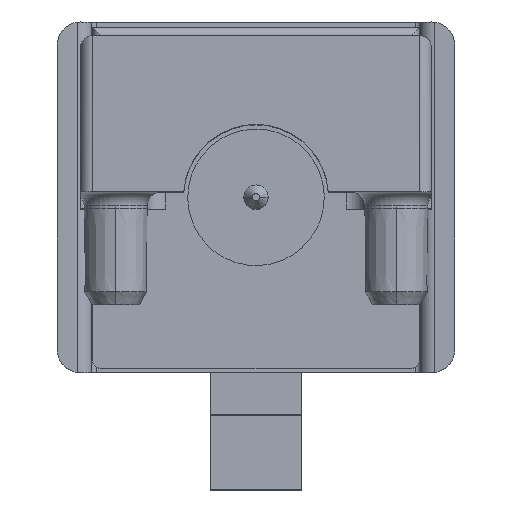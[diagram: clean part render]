
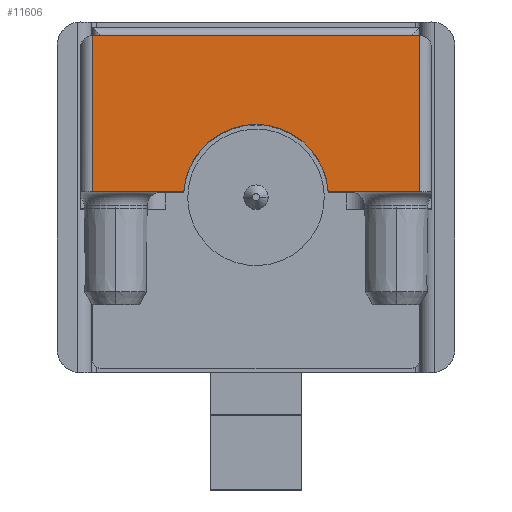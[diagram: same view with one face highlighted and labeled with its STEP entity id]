
A CAD part, top view. The second image highlights one B-rep face of the part: STEP entity #11606.
In plain terms, the highlighted planar face has unit normal (0, 0, 1).
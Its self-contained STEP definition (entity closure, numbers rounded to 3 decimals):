
#16=DIRECTION('',(0.,-1.,0.));
#17=VECTOR('',#16,3.34);
#18=CARTESIAN_POINT('',(-3.5,3.45,15.05));
#19=LINE('',#18,#17);
#20=DIRECTION('',(-1.,0.,0.));
#21=VECTOR('',#20,7.);
#22=CARTESIAN_POINT('',(3.5,3.45,15.05));
#23=LINE('',#22,#21);
#24=DIRECTION('',(0.,1.,0.));
#25=VECTOR('',#24,3.34);
#26=CARTESIAN_POINT('',(3.5,0.11,15.05));
#27=LINE('',#26,#25);
#28=DIRECTION('',(1.,0.,0.));
#29=VECTOR('',#28,1.954);
#30=CARTESIAN_POINT('',(1.546,0.11,15.05));
#31=LINE('',#30,#29);
#32=DIRECTION('',(1.,0.,0.));
#33=VECTOR('',#32,1.954);
#34=CARTESIAN_POINT('',(-3.5,0.11,15.05));
#35=LINE('',#34,#33);
#93=CARTESIAN_POINT('',(0.,0.,15.05));
#94=DIRECTION('',(0.,0.,-1.));
#95=DIRECTION('',(-0.997,0.071,0.));
#96=AXIS2_PLACEMENT_3D('',#93,#94,#95);
#9592=CARTESIAN_POINT('',(-1.546,0.11,15.05));
#9593=CARTESIAN_POINT('',(1.546,0.11,15.05));
#9594=VERTEX_POINT('',#9592);
#9595=VERTEX_POINT('',#9593);
#9722=CARTESIAN_POINT('',(-3.5,0.11,15.05));
#9724=VERTEX_POINT('',#9722);
#9728=CARTESIAN_POINT('',(-3.5,3.45,15.05));
#9729=VERTEX_POINT('',#9728);
#9740=CARTESIAN_POINT('',(3.5,3.45,15.05));
#9741=VERTEX_POINT('',#9740);
#9743=CARTESIAN_POINT('',(3.5,0.11,15.05));
#9745=VERTEX_POINT('',#9743);
#11587=CARTESIAN_POINT('',(0.,0.,15.05));
#11588=DIRECTION('',(0.,0.,1.));
#11589=DIRECTION('',(1.,0.,0.));
#11590=AXIS2_PLACEMENT_3D('',#11587,#11588,#11589);
#11591=PLANE('',#11590);
#11593=ORIENTED_EDGE('',*,*,#11592,.F.);
#11595=ORIENTED_EDGE('',*,*,#11594,.F.);
#11597=ORIENTED_EDGE('',*,*,#11596,.F.);
#11599=ORIENTED_EDGE('',*,*,#11598,.F.);
#11601=ORIENTED_EDGE('',*,*,#11600,.F.);
#11603=ORIENTED_EDGE('',*,*,#11602,.F.);
#11604=EDGE_LOOP('',(#11593,#11595,#11597,#11599,#11601,#11603));
#11605=FACE_OUTER_BOUND('',#11604,.F.);
#97=CIRCLE('',#96,1.55);
#11592=EDGE_CURVE('',#9729,#9724,#19,.T.);
#11594=EDGE_CURVE('',#9741,#9729,#23,.T.);
#11596=EDGE_CURVE('',#9745,#9741,#27,.T.);
#11598=EDGE_CURVE('',#9595,#9745,#31,.T.);
#11600=EDGE_CURVE('',#9594,#9595,#97,.T.);
#11602=EDGE_CURVE('',#9724,#9594,#35,.T.);
#11606=ADVANCED_FACE('',(#11605),#11591,.T.);
